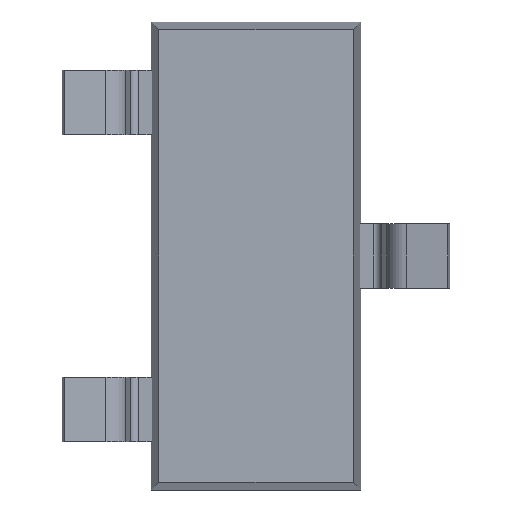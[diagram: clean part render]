
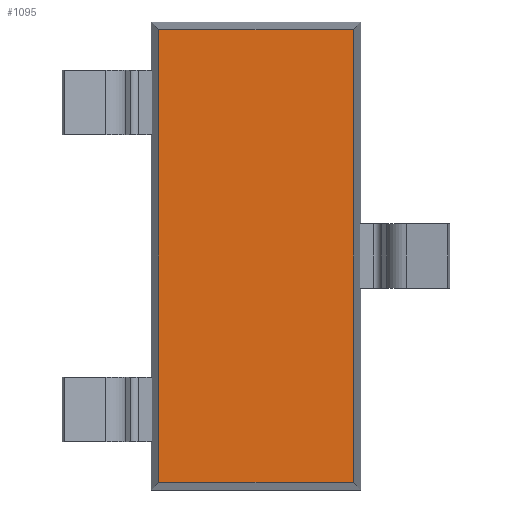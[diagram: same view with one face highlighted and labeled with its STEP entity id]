
A CAD part, front view. The second image highlights one B-rep face of the part: STEP entity #1095.
In plain terms, the highlighted planar face has unit normal (0, -1, 0).
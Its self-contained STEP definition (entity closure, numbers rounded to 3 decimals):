
#5 = DIRECTION ( 'NONE',  ( 0., 0., -1. ) ) ;
#41 = EDGE_CURVE ( 'NONE', #1398, #1103, #1477, .T. ) ;
#72 = EDGE_CURVE ( 'NONE', #809, #727, #1606, .T. ) ;
#188 = CARTESIAN_POINT ( 'NONE',  ( -0.602, 0.1, 1.402 ) ) ;
#211 = AXIS2_PLACEMENT_3D ( 'NONE', #1381, #1013, #494 ) ;
#232 = PLANE ( 'NONE',  #211 ) ;
#271 = ORIENTED_EDGE ( 'NONE', *, *, #72, .T. ) ;
#356 = EDGE_LOOP ( 'NONE', ( #1364, #696, #271, #462 ) ) ;
#386 = VECTOR ( 'NONE', #5, 1000. ) ;
#462 = ORIENTED_EDGE ( 'NONE', *, *, #1232, .T. ) ;
#494 = DIRECTION ( 'NONE',  ( 0., 0., -1. ) ) ;
#504 = FACE_OUTER_BOUND ( 'NONE', #356, .T. ) ;
#507 = EDGE_CURVE ( 'NONE', #1103, #809, #1345, .T. ) ;
#632 = DIRECTION ( 'NONE',  ( 0., 0., 1. ) ) ;
#660 = CARTESIAN_POINT ( 'NONE',  ( 0.602, 0.1, 1.402 ) ) ;
#696 = ORIENTED_EDGE ( 'NONE', *, *, #507, .T. ) ;
#727 = VERTEX_POINT ( 'NONE', #660 ) ;
#809 = VERTEX_POINT ( 'NONE', #1028 ) ;
#876 = CARTESIAN_POINT ( 'NONE',  ( -0.602, 0.1, 0. ) ) ;
#888 = CARTESIAN_POINT ( 'NONE',  ( 0.602, 0.1, 0. ) ) ;
#914 = DIRECTION ( 'NONE',  ( -1., 0., 0. ) ) ;
#981 = CARTESIAN_POINT ( 'NONE',  ( 0., 0.1, -1.402 ) ) ;
#994 = CARTESIAN_POINT ( 'NONE',  ( -0.602, 0.1, -1.402 ) ) ;
#1007 = VECTOR ( 'NONE', #914, 1000. ) ;
#1013 = DIRECTION ( 'NONE',  ( 0., -1., 0. ) ) ;
#1028 = CARTESIAN_POINT ( 'NONE',  ( 0.602, 0.1, -1.402 ) ) ;
#1039 = CARTESIAN_POINT ( 'NONE',  ( 0., 0.1, 1.402 ) ) ;
#1095 = ADVANCED_FACE ( 'NONE', ( #504 ), #232, .T. ) ;
#1103 = VERTEX_POINT ( 'NONE', #994 ) ;
#1125 = VECTOR ( 'NONE', #1467, 1000. ) ;
#1225 = VECTOR ( 'NONE', #632, 1000. ) ;
#1232 = EDGE_CURVE ( 'NONE', #727, #1398, #1266, .T. ) ;
#1266 = LINE ( 'NONE', #1039, #1007 ) ;
#1345 = LINE ( 'NONE', #981, #1125 ) ;
#1364 = ORIENTED_EDGE ( 'NONE', *, *, #41, .T. ) ;
#1381 = CARTESIAN_POINT ( 'NONE',  ( 0., 0.1, 0. ) ) ;
#1398 = VERTEX_POINT ( 'NONE', #188 ) ;
#1467 = DIRECTION ( 'NONE',  ( 1., 0., 0. ) ) ;
#1477 = LINE ( 'NONE', #876, #386 ) ;
#1606 = LINE ( 'NONE', #888, #1225 ) ;
